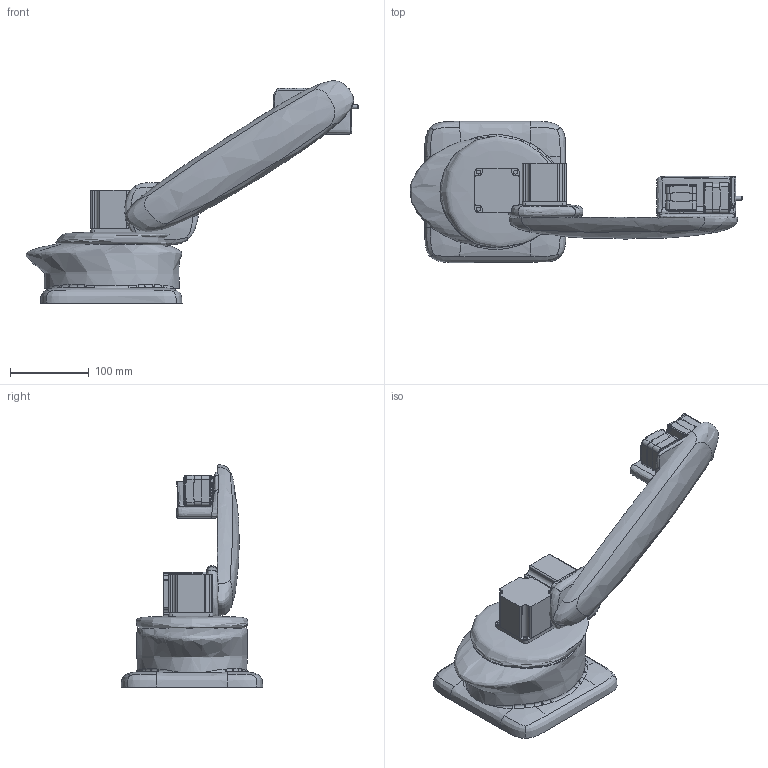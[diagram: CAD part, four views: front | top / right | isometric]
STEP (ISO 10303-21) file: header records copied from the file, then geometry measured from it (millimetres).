
FILE_DESCRIPTION(/* description */ (''),/* implementation_level */ '2;1');
FILE_NAME(/* name */ 'THE ROBOT ARM WITH-OUT GRAPPER v2.step',/* time_stamp */ '2021-01-29T23:51:26+03:00',/* author */ (''),/* organization */ (''),/* preprocessor_version */ 'ST-DEVELOPER v18.1',/* originating_system */ 'Autodesk Translation Framework v9.7.1.1290',/* authorisation */ '');
FILE_SCHEMA (('AUTOMOTIVE_DESIGN { 1 0 10303 214 3 1 1 }'));
Length unit declared in the file: millimetre
Products named in the file (3): THE ROBOT ARM WITH-OUT GRAPPER; NEMA23 v1; NEMA17 v1
Assembly tree (4 placements, depth 2):
  THE ROBOT ARM WITH-OUT GRAPPER
    NEMA23 v1  x2
    NEMA17 v1  x2
Bounding box: 422.11 x 179.9 x 282.65 mm (x, y, z)
Volume: 1457954.7 mm3; surface area: 359514.9 mm2
Topology: 13 solids, 13 shells, 541 faces, 1409 edges, 909 vertices
Faces by surface type: bspline 200, plane 181, cylinder 118, torus 28, cone 14
Full cylindrical faces by diameter (mm): 2 x4, 3 x8, 5 x4, 6.5 x2, 7 x2, 22 x2, 114 x1, 115 x1
Entity records: 29714 total; most frequent: CARTESIAN_POINT 22033, ORIENTED_EDGE 1806, DIRECTION 1001, EDGE_CURVE 903, VERTEX_POINT 585, B_SPLINE_CURVE_WITH_KNOTS 413, EDGE_LOOP 374, FACE_OUTER_BOUND 345
